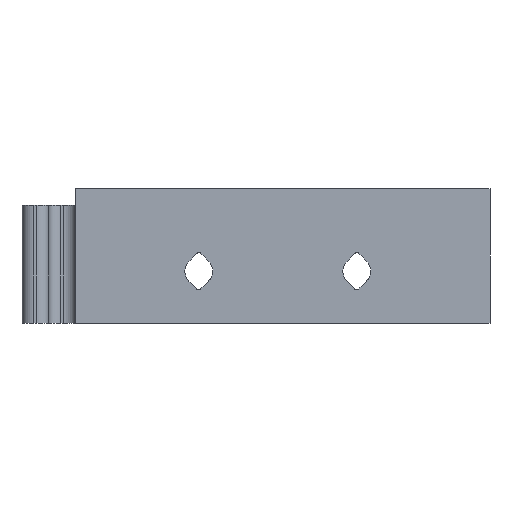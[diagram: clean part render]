
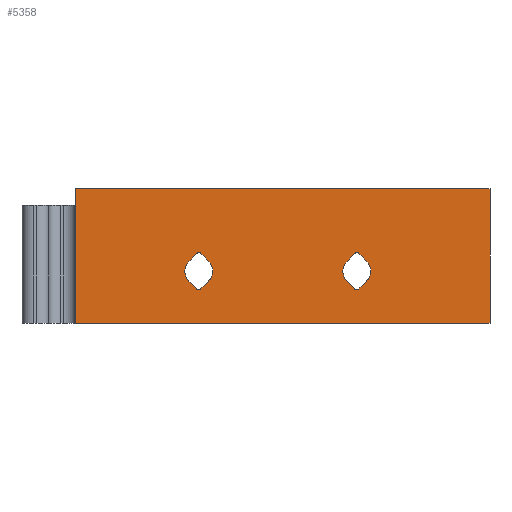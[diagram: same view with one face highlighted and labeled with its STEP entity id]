
A CAD part, front view. The second image highlights one B-rep face of the part: STEP entity #5358.
In plain terms, the highlighted planar face has unit normal (0, -1, 0).
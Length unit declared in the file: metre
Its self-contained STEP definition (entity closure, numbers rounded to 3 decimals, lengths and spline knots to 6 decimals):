
#117=CIRCLE('',#5675,0.002075);
#118=CIRCLE('',#5676,0.0004);
#119=CIRCLE('',#5677,0.002075);
#120=CIRCLE('',#5678,0.0004);
#121=CIRCLE('',#5679,0.002075);
#122=CIRCLE('',#5680,0.0004);
#123=CIRCLE('',#5681,0.002075);
#124=CIRCLE('',#5682,0.0004);
#288=PLANE('',#5674);
#481=LINE('',#7991,#962);
#498=LINE('',#8148,#979);
#530=LINE('',#8265,#1011);
#531=LINE('',#8266,#1012);
#532=LINE('',#8267,#1013);
#533=LINE('',#8272,#1014);
#534=LINE('',#8276,#1015);
#535=LINE('',#8280,#1016);
#536=LINE('',#8283,#1017);
#537=LINE('',#8288,#1018);
#538=LINE('',#8292,#1019);
#539=LINE('',#8296,#1020);
#962=VECTOR('',#6143,1.);
#979=VECTOR('',#6168,1.);
#1011=VECTOR('',#6254,1.);
#1012=VECTOR('',#6255,1.);
#1013=VECTOR('',#6256,1.);
#1014=VECTOR('',#6259,1.);
#1015=VECTOR('',#6262,1.);
#1016=VECTOR('',#6265,1.);
#1017=VECTOR('',#6268,1.);
#1018=VECTOR('',#6271,1.);
#1019=VECTOR('',#6274,1.);
#1020=VECTOR('',#6277,1.);
#1792=ORIENTED_EDGE('',*,*,#3308,.T.);
#1793=ORIENTED_EDGE('',*,*,#3250,.F.);
#1794=ORIENTED_EDGE('',*,*,#3309,.T.);
#1795=ORIENTED_EDGE('',*,*,#3201,.T.);
#1796=ORIENTED_EDGE('',*,*,#3310,.F.);
#1797=ORIENTED_EDGE('',*,*,#3311,.F.);
#1798=ORIENTED_EDGE('',*,*,#3312,.F.);
#1799=ORIENTED_EDGE('',*,*,#3313,.F.);
#1800=ORIENTED_EDGE('',*,*,#3314,.T.);
#1801=ORIENTED_EDGE('',*,*,#3315,.F.);
#1802=ORIENTED_EDGE('',*,*,#3316,.T.);
#1803=ORIENTED_EDGE('',*,*,#3317,.F.);
#1804=ORIENTED_EDGE('',*,*,#3318,.F.);
#1805=ORIENTED_EDGE('',*,*,#3319,.F.);
#1806=ORIENTED_EDGE('',*,*,#3320,.F.);
#1807=ORIENTED_EDGE('',*,*,#3321,.F.);
#1808=ORIENTED_EDGE('',*,*,#3322,.T.);
#1809=ORIENTED_EDGE('',*,*,#3323,.F.);
#1810=ORIENTED_EDGE('',*,*,#3324,.T.);
#1811=ORIENTED_EDGE('',*,*,#3325,.F.);
#3201=EDGE_CURVE('',#3986,#3987,#481,.F.);
#3250=EDGE_CURVE('',#4035,#4036,#498,.F.);
#3308=EDGE_CURVE('',#3987,#4036,#530,.T.);
#3309=EDGE_CURVE('',#4035,#3986,#531,.T.);
#3310=EDGE_CURVE('',#4093,#4094,#532,.T.);
#3311=EDGE_CURVE('',#4095,#4093,#117,.T.);
#3312=EDGE_CURVE('',#4096,#4095,#533,.T.);
#3313=EDGE_CURVE('',#4097,#4096,#118,.T.);
#3314=EDGE_CURVE('',#4097,#4098,#534,.T.);
#3315=EDGE_CURVE('',#4099,#4098,#119,.T.);
#3316=EDGE_CURVE('',#4099,#4100,#535,.T.);
#3317=EDGE_CURVE('',#4094,#4100,#120,.T.);
#3318=EDGE_CURVE('',#4101,#4102,#536,.T.);
#3319=EDGE_CURVE('',#4103,#4101,#121,.T.);
#3320=EDGE_CURVE('',#4104,#4103,#537,.T.);
#3321=EDGE_CURVE('',#4105,#4104,#122,.T.);
#3322=EDGE_CURVE('',#4105,#4106,#538,.T.);
#3323=EDGE_CURVE('',#4107,#4106,#123,.T.);
#3324=EDGE_CURVE('',#4107,#4108,#539,.T.);
#3325=EDGE_CURVE('',#4102,#4108,#124,.T.);
#3986=VERTEX_POINT('',#7992);
#3987=VERTEX_POINT('',#7993);
#4035=VERTEX_POINT('',#8149);
#4036=VERTEX_POINT('',#8150);
#4093=VERTEX_POINT('',#8268);
#4094=VERTEX_POINT('',#8269);
#4095=VERTEX_POINT('',#8271);
#4096=VERTEX_POINT('',#8273);
#4097=VERTEX_POINT('',#8275);
#4098=VERTEX_POINT('',#8277);
#4099=VERTEX_POINT('',#8279);
#4100=VERTEX_POINT('',#8281);
#4101=VERTEX_POINT('',#8284);
#4102=VERTEX_POINT('',#8285);
#4103=VERTEX_POINT('',#8287);
#4104=VERTEX_POINT('',#8289);
#4105=VERTEX_POINT('',#8291);
#4106=VERTEX_POINT('',#8293);
#4107=VERTEX_POINT('',#8295);
#4108=VERTEX_POINT('',#8297);
#4685=EDGE_LOOP('',(#1792,#1793,#1794,#1795));
#4686=EDGE_LOOP('',(#1796,#1797,#1798,#1799,#1800,#1801,#1802,#1803));
#4687=EDGE_LOOP('',(#1804,#1805,#1806,#1807,#1808,#1809,#1810,#1811));
#4988=FACE_BOUND('',#4685,.T.);
#4989=FACE_BOUND('',#4686,.T.);
#4990=FACE_BOUND('',#4687,.T.);
#5358=ADVANCED_FACE('',(#4988,#4989,#4990),#288,.T.);
#5674=AXIS2_PLACEMENT_3D('',#8264,#6252,#6253);
#5675=AXIS2_PLACEMENT_3D('',#8270,#6257,#6258);
#5676=AXIS2_PLACEMENT_3D('',#8274,#6260,#6261);
#5677=AXIS2_PLACEMENT_3D('',#8278,#6263,#6264);
#5678=AXIS2_PLACEMENT_3D('',#8282,#6266,#6267);
#5679=AXIS2_PLACEMENT_3D('',#8286,#6269,#6270);
#5680=AXIS2_PLACEMENT_3D('',#8290,#6272,#6273);
#5681=AXIS2_PLACEMENT_3D('',#8294,#6275,#6276);
#5682=AXIS2_PLACEMENT_3D('',#8298,#6278,#6279);
#6143=DIRECTION('',(1.,0.,0.));
#6168=DIRECTION('',(1.,0.,0.));
#6252=DIRECTION('',(0.,-1.,0.));
#6253=DIRECTION('',(1.,0.,0.));
#6254=DIRECTION('',(0.,0.,-1.));
#6255=DIRECTION('',(0.,0.,1.));
#6256=DIRECTION('',(0.707,0.,-0.707));
#6257=DIRECTION('',(0.,-1.,0.));
#6258=DIRECTION('',(1.,0.,0.));
#6259=DIRECTION('',(-0.707,0.,-0.707));
#6260=DIRECTION('',(0.,-1.,0.));
#6261=DIRECTION('',(1.,0.,0.));
#6262=DIRECTION('',(0.707,0.,-0.707));
#6263=DIRECTION('',(0.,-1.,0.));
#6264=DIRECTION('',(1.,0.,0.));
#6265=DIRECTION('',(-0.707,0.,-0.707));
#6266=DIRECTION('',(0.,-1.,0.));
#6267=DIRECTION('',(1.,0.,0.));
#6268=DIRECTION('',(0.707,0.,-0.707));
#6269=DIRECTION('',(0.,-1.,0.));
#6270=DIRECTION('',(1.,0.,0.));
#6271=DIRECTION('',(-0.707,0.,-0.707));
#6272=DIRECTION('',(0.,-1.,0.));
#6273=DIRECTION('',(1.,0.,0.));
#6274=DIRECTION('',(0.707,0.,-0.707));
#6275=DIRECTION('',(0.,-1.,0.));
#6276=DIRECTION('',(1.,0.,0.));
#6277=DIRECTION('',(-0.707,0.,-0.707));
#6278=DIRECTION('',(0.,-1.,0.));
#6279=DIRECTION('',(1.,0.,0.));
#7991=CARTESIAN_POINT('',(1.397889,1.230025,0.38));
#7992=CARTESIAN_POINT('',(1.6515,1.230025,0.38));
#7993=CARTESIAN_POINT('',(1.59,1.230025,0.38));
#8148=CARTESIAN_POINT('',(1.697889,1.230025,0.36));
#8149=CARTESIAN_POINT('',(1.6515,1.230025,0.36));
#8150=CARTESIAN_POINT('',(1.59,1.230025,0.36));
#8264=CARTESIAN_POINT('',(1.397889,1.230025,0.38));
#8265=CARTESIAN_POINT('',(1.59,1.230025,0.38));
#8266=CARTESIAN_POINT('',(1.6515,1.230025,0.38));
#8267=CARTESIAN_POINT('',(1.507211,1.230025,0.489322));
#8268=CARTESIAN_POINT('',(1.630266,1.230025,0.366266));
#8269=CARTESIAN_POINT('',(1.631451,1.230025,0.365082));
#8270=CARTESIAN_POINT('',(1.631733,1.230025,0.367733));
#8271=CARTESIAN_POINT('',(1.630266,1.230025,0.369201));
#8272=CARTESIAN_POINT('',(1.519477,1.230025,0.258412));
#8273=CARTESIAN_POINT('',(1.631451,1.230025,0.370385));
#8274=CARTESIAN_POINT('',(1.631733,1.230025,0.370102));
#8275=CARTESIAN_POINT('',(1.632016,1.230025,0.370385));
#8276=CARTESIAN_POINT('',(1.510145,1.230025,0.492256));
#8277=CARTESIAN_POINT('',(1.633201,1.230025,0.369201));
#8278=CARTESIAN_POINT('',(1.631733,1.230025,0.367733));
#8279=CARTESIAN_POINT('',(1.633201,1.230025,0.366266));
#8280=CARTESIAN_POINT('',(1.522412,1.230025,0.255477));
#8281=CARTESIAN_POINT('',(1.632016,1.230025,0.365082));
#8282=CARTESIAN_POINT('',(1.631733,1.230025,0.365365));
#8283=CARTESIAN_POINT('',(1.495477,1.230025,0.477588));
#8284=CARTESIAN_POINT('',(1.606799,1.230025,0.366266));
#8285=CARTESIAN_POINT('',(1.607984,1.230025,0.365082));
#8286=CARTESIAN_POINT('',(1.608267,1.230025,0.367733));
#8287=CARTESIAN_POINT('',(1.606799,1.230025,0.369201));
#8288=CARTESIAN_POINT('',(1.507744,1.230025,0.270145));
#8289=CARTESIAN_POINT('',(1.607984,1.230025,0.370385));
#8290=CARTESIAN_POINT('',(1.608267,1.230025,0.370102));
#8291=CARTESIAN_POINT('',(1.608549,1.230025,0.370385));
#8292=CARTESIAN_POINT('',(1.498412,1.230025,0.480523));
#8293=CARTESIAN_POINT('',(1.609734,1.230025,0.369201));
#8294=CARTESIAN_POINT('',(1.608267,1.230025,0.367733));
#8295=CARTESIAN_POINT('',(1.609734,1.230025,0.366266));
#8296=CARTESIAN_POINT('',(1.510678,1.230025,0.267211));
#8297=CARTESIAN_POINT('',(1.608549,1.230025,0.365082));
#8298=CARTESIAN_POINT('',(1.608267,1.230025,0.365365));
